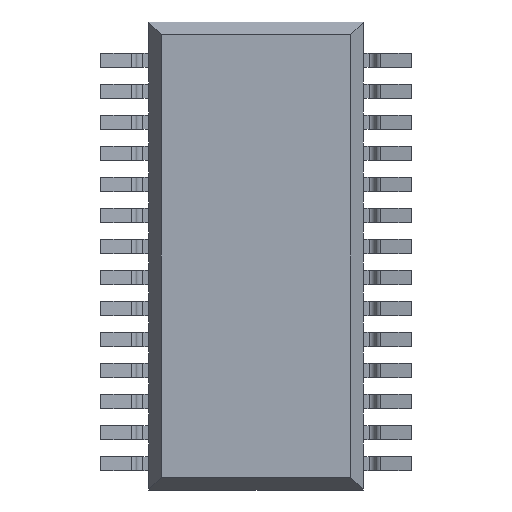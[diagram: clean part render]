
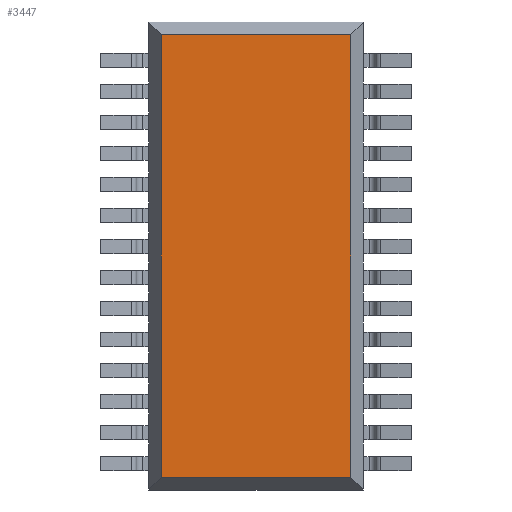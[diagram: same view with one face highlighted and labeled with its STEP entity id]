
A CAD part, front view. The second image highlights one B-rep face of the part: STEP entity #3447.
In plain terms, the highlighted planar face has unit normal (0, -1, 0).
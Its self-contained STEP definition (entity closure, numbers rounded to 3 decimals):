
#614 = DIRECTION ( 'NONE',  ( 0., 0., -1. ) ) ;
#967 = DIRECTION ( 'NONE',  ( 0., 0., 1. ) ) ;
#1988 = PLANE ( 'NONE',  #5513 ) ;
#2410 = CARTESIAN_POINT ( 'NONE',  ( -1.98, 0.15, -4.9 ) ) ;
#3372 = VECTOR ( 'NONE', #12680, 1000. ) ;
#3447 = ADVANCED_FACE ( 'NONE', ( #15303 ), #1988, .T. ) ;
#3567 = EDGE_CURVE ( 'NONE', #10748, #9116, #8709, .T. ) ;
#3813 = CARTESIAN_POINT ( 'NONE',  ( -2.25, 0.15, 4.631 ) ) ;
#4760 = CARTESIAN_POINT ( 'NONE',  ( -2.25, 0.15, -4.631 ) ) ;
#4802 = EDGE_LOOP ( 'NONE', ( #4952, #12946, #12845, #9503 ) ) ;
#4952 = ORIENTED_EDGE ( 'NONE', *, *, #3567, .F. ) ;
#5353 = LINE ( 'NONE', #2410, #16008 ) ;
#5513 = AXIS2_PLACEMENT_3D ( 'NONE', #17929, #9241, #614 ) ;
#7761 = EDGE_CURVE ( 'NONE', #8312, #11718, #11685, .T. ) ;
#8312 = VERTEX_POINT ( 'NONE', #11729 ) ;
#8709 = LINE ( 'NONE', #3813, #15994 ) ;
#8990 = CARTESIAN_POINT ( 'NONE',  ( -1.98, 0.15, -4.631 ) ) ;
#9116 = VERTEX_POINT ( 'NONE', #10987 ) ;
#9241 = DIRECTION ( 'NONE',  ( 0., -1., 0. ) ) ;
#9503 = ORIENTED_EDGE ( 'NONE', *, *, #17964, .T. ) ;
#10748 = VERTEX_POINT ( 'NONE', #16715 ) ;
#10987 = CARTESIAN_POINT ( 'NONE',  ( 1.98, 0.15, 4.631 ) ) ;
#11185 = CARTESIAN_POINT ( 'NONE',  ( 1.98, 0.15, -4.9 ) ) ;
#11224 = VECTOR ( 'NONE', #14811, 1000. ) ;
#11685 = LINE ( 'NONE', #4760, #11224 ) ;
#11718 = VERTEX_POINT ( 'NONE', #8990 ) ;
#11729 = CARTESIAN_POINT ( 'NONE',  ( 1.98, 0.15, -4.631 ) ) ;
#12529 = EDGE_CURVE ( 'NONE', #11718, #10748, #5353, .T. ) ;
#12680 = DIRECTION ( 'NONE',  ( 0., 0., 1. ) ) ;
#12845 = ORIENTED_EDGE ( 'NONE', *, *, #7761, .F. ) ;
#12946 = ORIENTED_EDGE ( 'NONE', *, *, #12529, .F. ) ;
#14811 = DIRECTION ( 'NONE',  ( -1., 0., 0. ) ) ;
#15303 = FACE_OUTER_BOUND ( 'NONE', #4802, .T. ) ;
#15414 = DIRECTION ( 'NONE',  ( 1., 0., 0. ) ) ;
#15994 = VECTOR ( 'NONE', #15414, 1000. ) ;
#16008 = VECTOR ( 'NONE', #967, 1000. ) ;
#16715 = CARTESIAN_POINT ( 'NONE',  ( -1.98, 0.15, 4.631 ) ) ;
#17863 = LINE ( 'NONE', #11185, #3372 ) ;
#17929 = CARTESIAN_POINT ( 'NONE',  ( -2.25, 0.15, -4.9 ) ) ;
#17964 = EDGE_CURVE ( 'NONE', #8312, #9116, #17863, .T. ) ;
